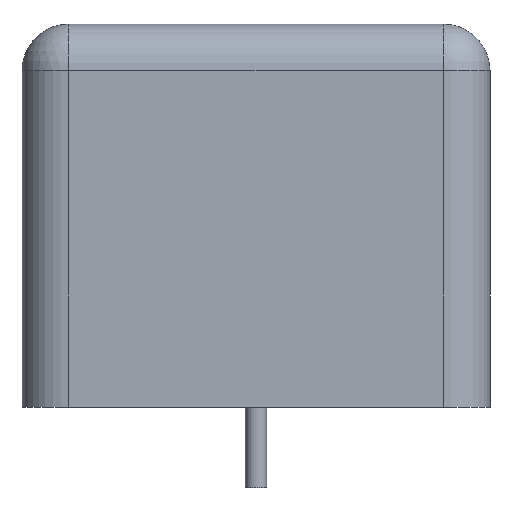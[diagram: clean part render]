
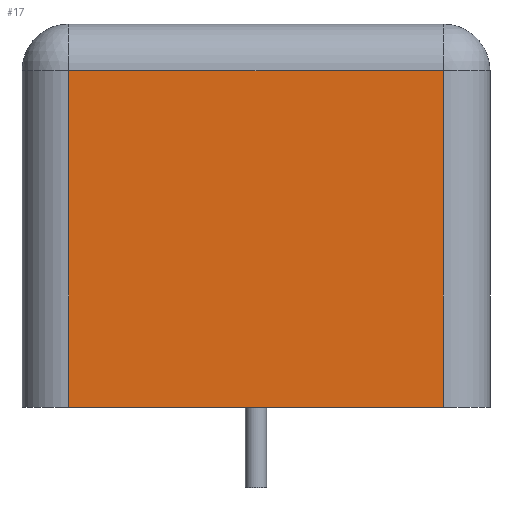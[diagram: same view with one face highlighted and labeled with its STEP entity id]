
A CAD part, left-side view. The second image highlights one B-rep face of the part: STEP entity #17.
In plain terms, the highlighted planar face has unit normal (-1, 0, 0).
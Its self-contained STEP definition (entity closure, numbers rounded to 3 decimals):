
#13=DIRECTION('',(0.,0.,1.));
#17=ADVANCED_FACE('',(#18),#46,.F.);
#18=FACE_BOUND('',#19,.F.);
#19=EDGE_LOOP('',(#20,#28,#36,#41));
#20=ORIENTED_EDGE('',*,*,#21,.F.);
#21=EDGE_CURVE('',#22,#24,#26,.T.);
#22=VERTEX_POINT('',#23);
#23=CARTESIAN_POINT('',(-1.1,-4.4,0.));
#24=VERTEX_POINT('',#25);
#25=CARTESIAN_POINT('',(-1.1,-4.4,7.9));
#26=LINE('',#23,#27);
#27=VECTOR('',#13,1.);
#28=ORIENTED_EDGE('',*,*,#29,.T.);
#29=EDGE_CURVE('',#22,#30,#32,.T.);
#30=VERTEX_POINT('',#31);
#31=CARTESIAN_POINT('',(-1.1,4.4,0.));
#32=LINE('',#33,#34);
#33=CARTESIAN_POINT('',(-1.1,-5.5,0.));
#34=VECTOR('',#35,1.);
#35=DIRECTION('',(0.,1.,0.));
#36=ORIENTED_EDGE('',*,*,#37,.T.);
#37=EDGE_CURVE('',#30,#38,#40,.T.);
#38=VERTEX_POINT('',#39);
#39=CARTESIAN_POINT('',(-1.1,4.4,7.9));
#40=LINE('',#31,#27);
#41=ORIENTED_EDGE('',*,*,#42,.T.);
#42=EDGE_CURVE('',#38,#24,#43,.T.);
#43=LINE('',#39,#44);
#44=VECTOR('',#45,1.);
#45=DIRECTION('',(-0.,-1.,-0.));
#46=PLANE('',#47);
#47=AXIS2_PLACEMENT_3D('',#33,#48,#13);
#48=DIRECTION('',(1.,0.,0.));
